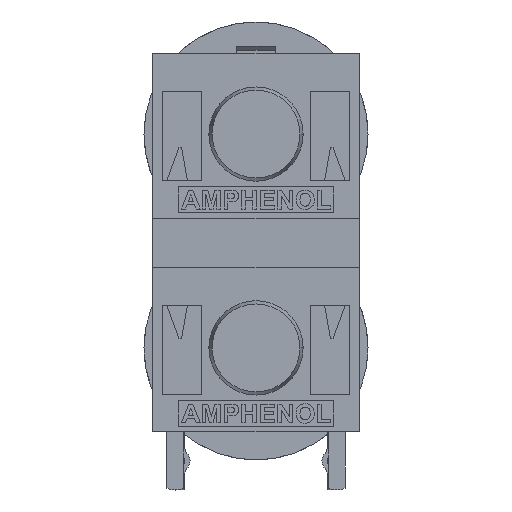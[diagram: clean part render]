
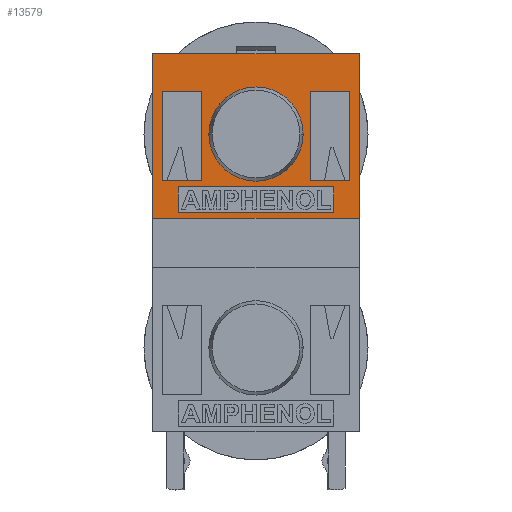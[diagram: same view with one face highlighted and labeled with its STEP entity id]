
A CAD part, left-side view. The second image highlights one B-rep face of the part: STEP entity #13579.
In plain terms, the highlighted planar face has unit normal (-1, 0, 0).
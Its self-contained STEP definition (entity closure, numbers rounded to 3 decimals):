
#152=CARTESIAN_POINT('',(-11.7,3.65,0.15));
#153=VERTEX_POINT('',#152);
#162=CARTESIAN_POINT('',(-11.7,-3.65,0.15));
#163=VERTEX_POINT('',#162);
#164=CARTESIAN_POINT('',(-11.7,0.,0.15));
#165=DIRECTION('',(1.0,0.0,0.0));
#166=DIRECTION('',(0.0,1.0,0.0));
#167=AXIS2_PLACEMENT_3D('',#164,#165,#166);
#168=CIRCLE('',#167,3.65);
#169=EDGE_CURVE('',#163,#153,#168,.T.);
#2401=CARTESIAN_POINT('',(-11.7,-8.0,-6.35));
#2402=VERTEX_POINT('',#2401);
#2409=CARTESIAN_POINT('',(-11.7,8.,-6.35));
#2410=VERTEX_POINT('',#2409);
#2411=CARTESIAN_POINT('',(-11.7,-8.0,-6.35));
#2412=DIRECTION('',(0.0,1.0,0.0));
#2413=VECTOR('',#2412,16.);
#2414=LINE('',#2411,#2413);
#2415=EDGE_CURVE('',#2402,#2410,#2414,.T.);
#7100=CARTESIAN_POINT('',(-11.7,6.0,-5.93));
#7101=VERTEX_POINT('',#7100);
#7108=CARTESIAN_POINT('',(-11.7,-6.0,-5.93));
#7109=VERTEX_POINT('',#7108);
#7110=CARTESIAN_POINT('',(-11.7,-6.0,-5.93));
#7111=DIRECTION('',(0.0,1.0,0.0));
#7112=VECTOR('',#7111,12.0);
#7113=LINE('',#7110,#7112);
#7114=EDGE_CURVE('',#7109,#7101,#7113,.T.);
#7139=CARTESIAN_POINT('',(-11.7,-6.0,-3.93));
#7140=VERTEX_POINT('',#7139);
#7141=CARTESIAN_POINT('',(-11.7,-6.0,-3.93));
#7142=DIRECTION('',(0.0,0.0,-1.0));
#7143=VECTOR('',#7142,2.);
#7144=LINE('',#7141,#7143);
#7145=EDGE_CURVE('',#7140,#7109,#7144,.T.);
#7170=CARTESIAN_POINT('',(-11.7,6.0,-3.93));
#7171=VERTEX_POINT('',#7170);
#7172=CARTESIAN_POINT('',(-11.7,6.0,-3.93));
#7173=DIRECTION('',(0.0,-1.0,0.0));
#7174=VECTOR('',#7173,12.0);
#7175=LINE('',#7172,#7174);
#7176=EDGE_CURVE('',#7171,#7140,#7175,.T.);
#7199=CARTESIAN_POINT('',(-11.7,6.0,-5.93));
#7200=DIRECTION('',(0.0,0.0,1.0));
#7201=VECTOR('',#7200,2.);
#7202=LINE('',#7199,#7201);
#7203=EDGE_CURVE('',#7101,#7171,#7202,.T.);
#11095=CARTESIAN_POINT('',(-11.7,-8.0,6.35));
#11096=VERTEX_POINT('',#11095);
#11103=CARTESIAN_POINT('',(-11.7,-8.0,-6.35));
#11104=DIRECTION('',(0.0,0.0,1.0));
#11105=VECTOR('',#11104,12.7);
#11106=LINE('',#11103,#11105);
#11107=EDGE_CURVE('',#2402,#11096,#11106,.T.);
#12562=CARTESIAN_POINT('',(-11.7,8.,6.35));
#12563=VERTEX_POINT('',#12562);
#12564=CARTESIAN_POINT('',(-11.7,8.,-6.35));
#12565=DIRECTION('',(0.0,0.0,1.0));
#12566=VECTOR('',#12565,12.7);
#12567=LINE('',#12564,#12566);
#12568=EDGE_CURVE('',#2410,#12563,#12567,.T.);
#12770=CARTESIAN_POINT('',(-11.7,-8.0,6.35));
#12771=DIRECTION('',(0.0,1.0,0.0));
#12772=VECTOR('',#12771,16.);
#12773=LINE('',#12770,#12772);
#12774=EDGE_CURVE('',#11096,#12563,#12773,.T.);
#12866=CARTESIAN_POINT('',(-11.7,0.,0.15));
#12867=DIRECTION('',(1.0,0.0,0.0));
#12868=DIRECTION('',(0.0,1.0,0.0));
#12869=AXIS2_PLACEMENT_3D('',#12866,#12867,#12868);
#12870=CIRCLE('',#12869,3.65);
#12871=EDGE_CURVE('',#153,#163,#12870,.T.);
#13060=CARTESIAN_POINT('',(-11.7,7.25,-3.45));
#13061=VERTEX_POINT('',#13060);
#13068=CARTESIAN_POINT('',(-11.7,4.2,-3.45));
#13069=VERTEX_POINT('',#13068);
#13070=CARTESIAN_POINT('',(-11.7,4.2,-3.45));
#13071=DIRECTION('',(0.0,1.0,0.0));
#13072=VECTOR('',#13071,3.05);
#13073=LINE('',#13070,#13072);
#13074=EDGE_CURVE('',#13069,#13061,#13073,.T.);
#13109=CARTESIAN_POINT('',(-11.7,-4.2,-3.45));
#13110=VERTEX_POINT('',#13109);
#13117=CARTESIAN_POINT('',(-11.7,-7.25,-3.45));
#13118=VERTEX_POINT('',#13117);
#13119=CARTESIAN_POINT('',(-11.7,-7.25,-3.45));
#13120=DIRECTION('',(0.0,1.0,0.0));
#13121=VECTOR('',#13120,3.05);
#13122=LINE('',#13119,#13121);
#13123=EDGE_CURVE('',#13118,#13110,#13122,.T.);
#13314=CARTESIAN_POINT('',(-11.7,-7.25,3.45));
#13315=VERTEX_POINT('',#13314);
#13322=CARTESIAN_POINT('',(-11.7,-4.2,3.45));
#13323=VERTEX_POINT('',#13322);
#13324=CARTESIAN_POINT('',(-11.7,-4.2,3.45));
#13325=DIRECTION('',(0.0,-1.0,0.0));
#13326=VECTOR('',#13325,3.05);
#13327=LINE('',#13324,#13326);
#13328=EDGE_CURVE('',#13323,#13315,#13327,.T.);
#13361=CARTESIAN_POINT('',(-11.7,-4.2,-3.45));
#13362=DIRECTION('',(0.0,0.0,1.0));
#13363=VECTOR('',#13362,6.9);
#13364=LINE('',#13361,#13363);
#13365=EDGE_CURVE('',#13110,#13323,#13364,.T.);
#13383=CARTESIAN_POINT('',(-11.7,-7.25,3.45));
#13384=DIRECTION('',(0.0,0.0,-1.0));
#13385=VECTOR('',#13384,6.9);
#13386=LINE('',#13383,#13385);
#13387=EDGE_CURVE('',#13315,#13118,#13386,.T.);
#13427=CARTESIAN_POINT('',(-11.7,4.2,3.45));
#13428=VERTEX_POINT('',#13427);
#13429=CARTESIAN_POINT('',(-11.7,4.2,3.45));
#13430=DIRECTION('',(0.0,0.0,-1.0));
#13431=VECTOR('',#13430,6.9);
#13432=LINE('',#13429,#13431);
#13433=EDGE_CURVE('',#13428,#13069,#13432,.T.);
#13457=CARTESIAN_POINT('',(-11.7,7.25,3.45));
#13458=VERTEX_POINT('',#13457);
#13459=CARTESIAN_POINT('',(-11.7,7.25,3.45));
#13460=DIRECTION('',(0.0,-1.0,0.0));
#13461=VECTOR('',#13460,3.05);
#13462=LINE('',#13459,#13461);
#13463=EDGE_CURVE('',#13458,#13428,#13462,.T.);
#13496=CARTESIAN_POINT('',(-11.7,7.25,-3.45));
#13497=DIRECTION('',(0.0,0.0,1.0));
#13498=VECTOR('',#13497,6.9);
#13499=LINE('',#13496,#13498);
#13500=EDGE_CURVE('',#13061,#13458,#13499,.T.);
#13546=CARTESIAN_POINT('',(-11.7,-8.0,-6.35));
#13547=DIRECTION('',(-1.0,0.0,0.0));
#13548=DIRECTION('',(0.0,0.0,1.0));
#13549=AXIS2_PLACEMENT_3D('',#13546,#13547,#13548);
#13550=PLANE('',#13549);
#13551=ORIENTED_EDGE('',*,*,#12774,.T.);
#13552=ORIENTED_EDGE('',*,*,#12568,.F.);
#13553=ORIENTED_EDGE('',*,*,#2415,.F.);
#13554=ORIENTED_EDGE('',*,*,#11107,.T.);
#13555=EDGE_LOOP('',(#13551,#13552,#13553,#13554));
#13556=FACE_OUTER_BOUND('',#13555,.T.);
#13557=ORIENTED_EDGE('',*,*,#7114,.T.);
#13558=ORIENTED_EDGE('',*,*,#7203,.T.);
#13559=ORIENTED_EDGE('',*,*,#7176,.T.);
#13560=ORIENTED_EDGE('',*,*,#7145,.T.);
#13561=EDGE_LOOP('',(#13557,#13558,#13559,#13560));
#13562=FACE_BOUND('',#13561,.T.);
#13563=ORIENTED_EDGE('',*,*,#12871,.T.);
#13564=ORIENTED_EDGE('',*,*,#169,.T.);
#13565=EDGE_LOOP('',(#13563,#13564));
#13566=FACE_BOUND('',#13565,.T.);
#13567=ORIENTED_EDGE('',*,*,#13328,.T.);
#13568=ORIENTED_EDGE('',*,*,#13387,.T.);
#13569=ORIENTED_EDGE('',*,*,#13123,.T.);
#13570=ORIENTED_EDGE('',*,*,#13365,.T.);
#13571=EDGE_LOOP('',(#13567,#13568,#13569,#13570));
#13572=FACE_BOUND('',#13571,.T.);
#13573=ORIENTED_EDGE('',*,*,#13074,.T.);
#13574=ORIENTED_EDGE('',*,*,#13500,.T.);
#13575=ORIENTED_EDGE('',*,*,#13463,.T.);
#13576=ORIENTED_EDGE('',*,*,#13433,.T.);
#13577=EDGE_LOOP('',(#13573,#13574,#13575,#13576));
#13578=FACE_BOUND('',#13577,.T.);
#13579=ADVANCED_FACE('',(#13556,#13562,#13566,#13572,#13578),#13550,.T.);
